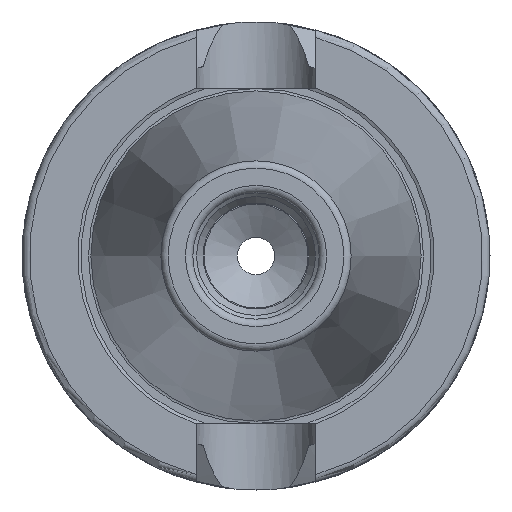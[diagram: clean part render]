
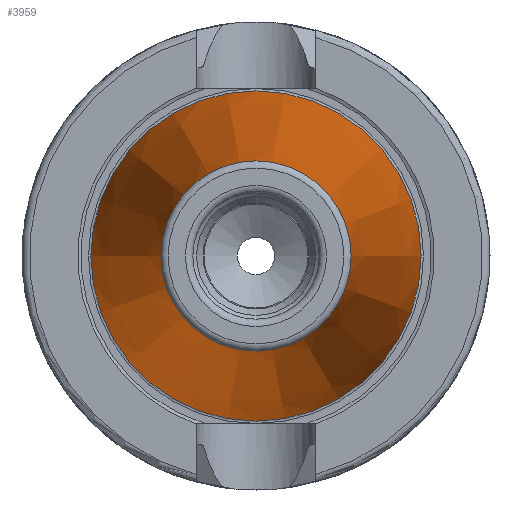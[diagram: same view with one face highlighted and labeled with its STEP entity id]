
A CAD part, left-side view. The second image highlights one B-rep face of the part: STEP entity #3959.
In plain terms, the highlighted conical face has half-angle 8.297 degrees and reference radius 17.519 mm.
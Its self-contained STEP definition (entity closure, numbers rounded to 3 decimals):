
#3925=CARTESIAN_POINT('',(-64.544,12.812,0.0));
#3926=VERTEX_POINT('',#3925);
#3927=CARTESIAN_POINT('',(-64.544,0.0,0.0));
#3928=DIRECTION('',(1.0,0.0,0.0));
#3929=DIRECTION('',(0.0,1.0,0.0));
#3930=AXIS2_PLACEMENT_3D('',#3927,#3928,#3929);
#3931=CIRCLE('',#3930,12.812);
#3932=EDGE_CURVE('',#3926,#3926,#3931,.T.);
#3940=CARTESIAN_POINT('',(-32.272,0.0,0.0));
#3941=DIRECTION('',(1.0,0.0,0.0));
#3942=DIRECTION('',(0.0,1.0,0.0));
#3943=AXIS2_PLACEMENT_3D('',#3940,#3941,#3942);
#3944=CONICAL_SURFACE('',#3943,17.519,8.297);
#3945=CARTESIAN_POINT('',(0.,22.225,0.0));
#3946=VERTEX_POINT('',#3945);
#3947=CARTESIAN_POINT('',(0.,0.0,0.0));
#3948=DIRECTION('',(1.0,0.0,0.0));
#3949=DIRECTION('',(0.0,1.0,0.0));
#3950=AXIS2_PLACEMENT_3D('',#3947,#3948,#3949);
#3951=CIRCLE('',#3950,22.225);
#3952=EDGE_CURVE('',#3946,#3946,#3951,.T.);
#3953=ORIENTED_EDGE('',*,*,#3952,.F.);
#3954=EDGE_LOOP('',(#3953));
#3955=FACE_OUTER_BOUND('',#3954,.T.);
#3956=ORIENTED_EDGE('',*,*,#3932,.T.);
#3957=EDGE_LOOP('',(#3956));
#3958=FACE_BOUND('',#3957,.T.);
#3959=ADVANCED_FACE('',(#3955,#3958),#3944,.T.);
